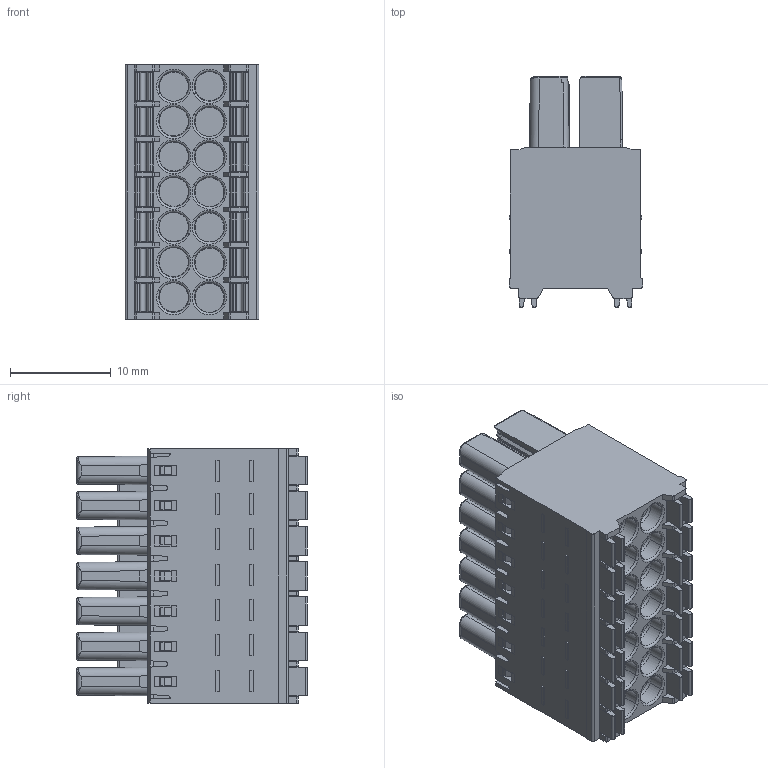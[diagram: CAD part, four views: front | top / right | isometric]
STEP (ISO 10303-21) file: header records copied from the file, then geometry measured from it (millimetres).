
FILE_DESCRIPTION((''),'2;1');
FILE_NAME('TLPSD-010-1','2024-09-25T14:59:46',('sheji109'),(''),'CREO PARAMETRIC BY PTC INC, 2018100','CREO PARAMETRIC BY PTC INC, 2018100','');
FILE_SCHEMA(('CONFIG_CONTROL_DESIGN'));
Products named in the file (1): TLPSD-010-1
Bounding box: 13.31 x 22.95 x 25.3 mm (x, y, z)
Volume: 5490.4 mm3; surface area: 4084.7 mm2
Topology: 1 solids, 1 shells, 1625 faces, 4272 edges, 2749 vertices
Faces by surface type: plane 978, cylinder 381, bspline 140, cone 70, torus 56
Entity records: 56332 total; most frequent: CARTESIAN_POINT 17723, ORIENTED_EDGE 8544, DIRECTION 7107, EDGE_CURVE 4272, VECTOR 2871, LINE 2871, VERTEX_POINT 2749, AXIS2_PLACEMENT_3D 2118
